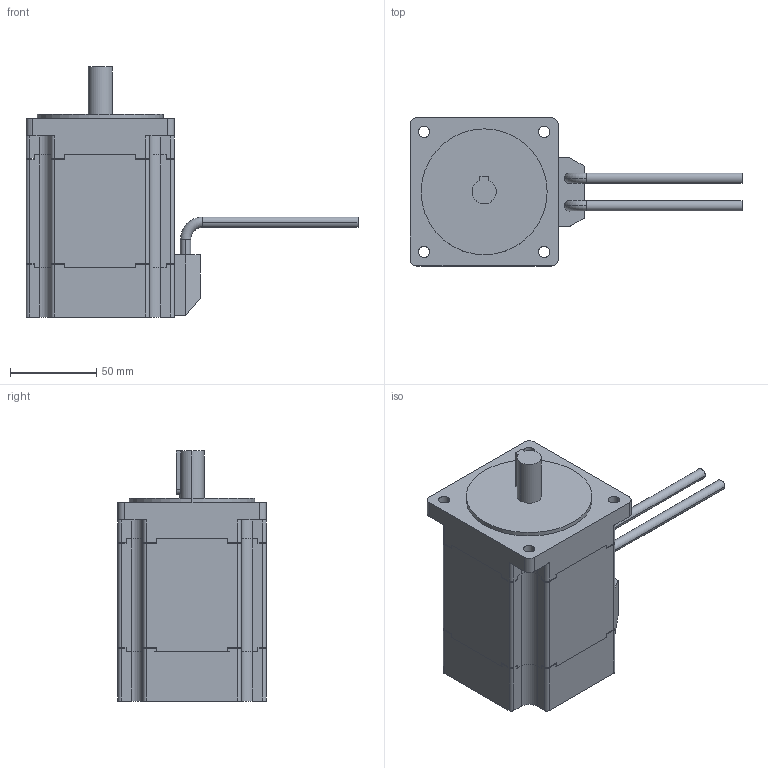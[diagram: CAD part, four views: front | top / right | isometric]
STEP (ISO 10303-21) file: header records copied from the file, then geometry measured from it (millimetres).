
FILE_DESCRIPTION((''),'2;1');
FILE_NAME('MT34HB4H660M302','2024-03-27T10:49:39',('Edison'),(''),'CREO PARAMETRIC BY PTC INC, 2017260','CREO PARAMETRIC BY PTC INC, 2017260','');
FILE_SCHEMA(('CONFIG_CONTROL_DESIGN'));
Length unit declared in the file: millimetre
Products named in the file (1): MT34HB4H660M302
Bounding box: 192.5 x 86 x 145 mm (x, y, z)
Surface area: 63023.3 mm2 (no closed solid volume)
Topology: 0 solids, 6 shells, 168 faces, 523 edges, 362 vertices
Faces by surface type: plane 89, cylinder 75, torus 4
Entity records: 5906 total; most frequent: CARTESIAN_POINT 1184, DIRECTION 998, ORIENTED_EDGE 902, EDGE_CURVE 523, VERTEX_POINT 362, VECTOR 336, LINE 336, AXIS2_PLACEMENT_3D 331
